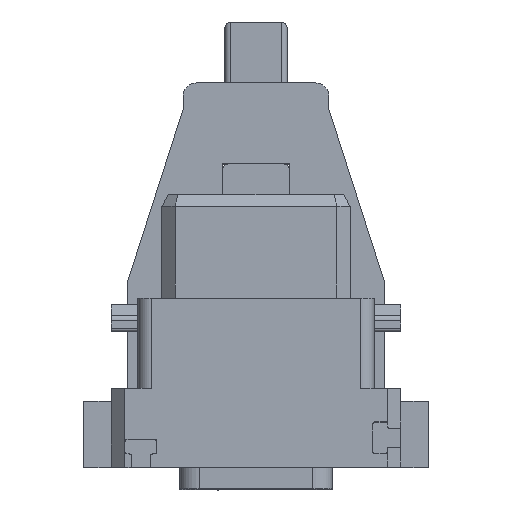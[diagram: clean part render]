
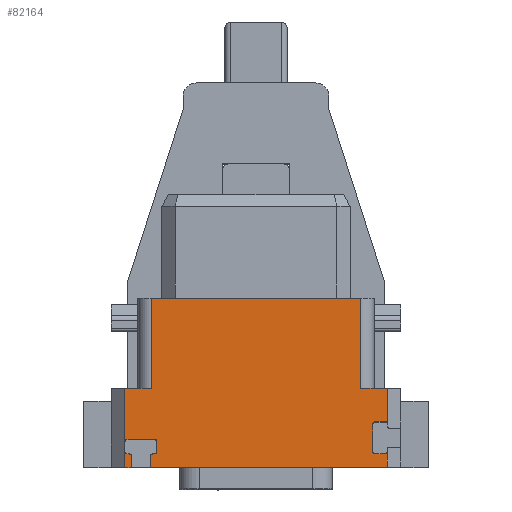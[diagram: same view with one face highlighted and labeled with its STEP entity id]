
A CAD part, top view. The second image highlights one B-rep face of the part: STEP entity #82164.
In plain terms, the highlighted planar face has unit normal (0, 0, 1).
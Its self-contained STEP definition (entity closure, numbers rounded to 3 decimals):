
#406=DIRECTION('',(-1.,0.,0.));
#407=VECTOR('',#406,15.8);
#408=CARTESIAN_POINT('',(7.9,12.75,9.9));
#409=LINE('',#408,#407);
#625=CARTESIAN_POINT('',(9.75,3.275,9.9));
#626=DIRECTION('',(0.,0.,1.));
#627=DIRECTION('',(1.,0.,0.));
#628=AXIS2_PLACEMENT_3D('',#625,#626,#627);
#630=DIRECTION('',(-1.,0.,0.));
#631=VECTOR('',#630,0.8);
#632=CARTESIAN_POINT('',(9.75,3.425,9.9));
#633=LINE('',#632,#631);
#634=CARTESIAN_POINT('',(8.95,3.275,9.9));
#635=DIRECTION('',(0.,0.,1.));
#636=DIRECTION('',(0.,1.,0.));
#637=AXIS2_PLACEMENT_3D('',#634,#635,#636);
#639=DIRECTION('',(0.,-1.,0.));
#640=VECTOR('',#639,2.1);
#641=CARTESIAN_POINT('',(8.8,3.275,9.9));
#642=LINE('',#641,#640);
#643=CARTESIAN_POINT('',(8.95,1.175,9.9));
#644=DIRECTION('',(0.,0.,1.));
#645=DIRECTION('',(-1.,0.,0.));
#646=AXIS2_PLACEMENT_3D('',#643,#644,#645);
#648=DIRECTION('',(1.,0.,0.));
#649=VECTOR('',#648,0.8);
#650=CARTESIAN_POINT('',(8.95,1.025,9.9));
#651=LINE('',#650,#649);
#652=CARTESIAN_POINT('',(9.75,1.175,9.9));
#653=DIRECTION('',(0.,0.,1.));
#654=DIRECTION('',(0.,-1.,0.));
#655=AXIS2_PLACEMENT_3D('',#652,#653,#654);
#657=DIRECTION('',(0.,1.,0.));
#658=VECTOR('',#657,1.175);
#659=CARTESIAN_POINT('',(9.9,0.,9.9));
#660=LINE('',#659,#658);
#661=DIRECTION('',(0.,1.,0.));
#662=VECTOR('',#661,0.85);
#663=CARTESIAN_POINT('',(-7.95,0.,9.9));
#664=LINE('',#663,#662);
#665=CARTESIAN_POINT('',(-7.8,0.85,9.9));
#666=DIRECTION('',(0.,0.,1.));
#667=DIRECTION('',(0.,1.,0.));
#668=AXIS2_PLACEMENT_3D('',#665,#666,#667);
#670=DIRECTION('',(1.,0.,0.));
#671=VECTOR('',#670,0.175);
#672=CARTESIAN_POINT('',(-7.8,1.,9.9));
#673=LINE('',#672,#671);
#674=CARTESIAN_POINT('',(-7.625,1.15,9.9));
#675=DIRECTION('',(0.,0.,1.));
#676=DIRECTION('',(0.,-1.,0.));
#677=AXIS2_PLACEMENT_3D('',#674,#675,#676);
#679=DIRECTION('',(0.,1.,0.));
#680=VECTOR('',#679,0.8);
#681=CARTESIAN_POINT('',(-7.475,1.15,9.9));
#682=LINE('',#681,#680);
#683=CARTESIAN_POINT('',(-7.625,1.95,9.9));
#684=DIRECTION('',(0.,0.,1.));
#685=DIRECTION('',(1.,0.,0.));
#686=AXIS2_PLACEMENT_3D('',#683,#684,#685);
#688=DIRECTION('',(-1.,0.,0.));
#689=VECTOR('',#688,2.1);
#690=CARTESIAN_POINT('',(-7.625,2.1,9.9));
#691=LINE('',#690,#689);
#692=CARTESIAN_POINT('',(-9.725,1.95,9.9));
#693=DIRECTION('',(0.,0.,1.));
#694=DIRECTION('',(0.,1.,0.));
#695=AXIS2_PLACEMENT_3D('',#692,#693,#694);
#697=DIRECTION('',(0.,-1.,0.));
#698=VECTOR('',#697,0.8);
#699=CARTESIAN_POINT('',(-9.875,1.95,9.9));
#700=LINE('',#699,#698);
#701=CARTESIAN_POINT('',(-9.725,1.15,9.9));
#702=DIRECTION('',(0.,0.,1.));
#703=DIRECTION('',(-1.,0.,0.));
#704=AXIS2_PLACEMENT_3D('',#701,#702,#703);
#706=DIRECTION('',(1.,0.,0.));
#707=VECTOR('',#706,0.175);
#708=CARTESIAN_POINT('',(-9.725,1.,9.9));
#709=LINE('',#708,#707);
#710=CARTESIAN_POINT('',(-9.55,0.85,9.9));
#711=DIRECTION('',(0.,0.,1.));
#712=DIRECTION('',(1.,0.,0.));
#713=AXIS2_PLACEMENT_3D('',#710,#711,#712);
#715=DIRECTION('',(0.,1.,0.));
#716=VECTOR('',#715,0.85);
#717=CARTESIAN_POINT('',(-9.4,0.,9.9));
#718=LINE('',#717,#716);
#719=DIRECTION('',(0.,-1.,0.));
#720=VECTOR('',#719,5.95);
#721=CARTESIAN_POINT('',(-9.9,5.95,9.9));
#722=LINE('',#721,#720);
#723=DIRECTION('',(0.,-1.,0.));
#724=VECTOR('',#723,6.8);
#725=CARTESIAN_POINT('',(-7.9,12.75,9.9));
#726=LINE('',#725,#724);
#727=DIRECTION('',(0.,1.,0.));
#728=VECTOR('',#727,6.8);
#729=CARTESIAN_POINT('',(7.9,5.95,9.9));
#730=LINE('',#729,#728);
#731=DIRECTION('',(0.,1.,0.));
#732=VECTOR('',#731,2.675);
#733=CARTESIAN_POINT('',(9.9,3.275,9.9));
#734=LINE('',#733,#732);
#751=DIRECTION('',(-1.,0.,0.));
#752=VECTOR('',#751,2.);
#753=CARTESIAN_POINT('',(9.9,5.95,9.9));
#754=LINE('',#753,#752);
#943=DIRECTION('',(1.,0.,0.));
#944=VECTOR('',#943,0.5);
#945=CARTESIAN_POINT('',(-9.9,0.,9.9));
#946=LINE('',#945,#944);
#959=DIRECTION('',(1.,0.,0.));
#960=VECTOR('',#959,17.85);
#961=CARTESIAN_POINT('',(-7.95,0.,9.9));
#962=LINE('',#961,#960);
#7310=DIRECTION('',(-1.,0.,0.));
#7311=VECTOR('',#7310,2.);
#7312=CARTESIAN_POINT('',(-7.9,5.95,9.9));
#7313=LINE('',#7312,#7311);
#71005=CARTESIAN_POINT('',(-7.95,0.,9.9));
#71006=VERTEX_POINT('',#71005);
#71007=CARTESIAN_POINT('',(-9.4,0.,9.9));
#71008=VERTEX_POINT('',#71007);
#71009=CARTESIAN_POINT('',(9.9,3.275,9.9));
#71010=CARTESIAN_POINT('',(9.75,3.425,9.9));
#71011=VERTEX_POINT('',#71009);
#71012=VERTEX_POINT('',#71010);
#71013=CARTESIAN_POINT('',(8.95,3.425,9.9));
#71014=VERTEX_POINT('',#71013);
#71015=CARTESIAN_POINT('',(8.8,3.275,9.9));
#71016=VERTEX_POINT('',#71015);
#71017=CARTESIAN_POINT('',(8.8,1.175,9.9));
#71018=VERTEX_POINT('',#71017);
#71019=CARTESIAN_POINT('',(8.95,1.025,9.9));
#71020=VERTEX_POINT('',#71019);
#71021=CARTESIAN_POINT('',(9.75,1.025,9.9));
#71022=VERTEX_POINT('',#71021);
#71023=CARTESIAN_POINT('',(9.9,1.175,9.9));
#71024=VERTEX_POINT('',#71023);
#71025=CARTESIAN_POINT('',(-7.95,0.85,9.9));
#71026=VERTEX_POINT('',#71025);
#71027=CARTESIAN_POINT('',(-7.8,1.,9.9));
#71028=VERTEX_POINT('',#71027);
#71029=CARTESIAN_POINT('',(-7.625,1.,9.9));
#71030=VERTEX_POINT('',#71029);
#71031=CARTESIAN_POINT('',(-7.475,1.15,9.9));
#71032=VERTEX_POINT('',#71031);
#71033=CARTESIAN_POINT('',(-7.475,1.95,9.9));
#71034=VERTEX_POINT('',#71033);
#71035=CARTESIAN_POINT('',(-7.625,2.1,9.9));
#71036=VERTEX_POINT('',#71035);
#71037=CARTESIAN_POINT('',(-9.725,2.1,9.9));
#71038=VERTEX_POINT('',#71037);
#71039=CARTESIAN_POINT('',(-9.875,1.95,9.9));
#71040=VERTEX_POINT('',#71039);
#71041=CARTESIAN_POINT('',(-9.875,1.15,9.9));
#71042=VERTEX_POINT('',#71041);
#71043=CARTESIAN_POINT('',(-9.725,1.,9.9));
#71044=VERTEX_POINT('',#71043);
#71045=CARTESIAN_POINT('',(-9.55,1.,9.9));
#71046=VERTEX_POINT('',#71045);
#71047=CARTESIAN_POINT('',(-9.4,0.85,9.9));
#71048=VERTEX_POINT('',#71047);
#71053=CARTESIAN_POINT('',(7.9,12.75,9.9));
#71055=VERTEX_POINT('',#71053);
#71059=CARTESIAN_POINT('',(7.9,5.95,9.9));
#71060=VERTEX_POINT('',#71059);
#71065=CARTESIAN_POINT('',(-7.9,12.75,9.9));
#71066=VERTEX_POINT('',#71065);
#71067=CARTESIAN_POINT('',(-7.9,5.95,9.9));
#71068=VERTEX_POINT('',#71067);
#71073=CARTESIAN_POINT('',(9.9,5.95,9.9));
#71075=VERTEX_POINT('',#71073);
#71088=CARTESIAN_POINT('',(9.9,0.,9.9));
#71089=VERTEX_POINT('',#71088);
#71090=CARTESIAN_POINT('',(-9.9,0.,9.9));
#71092=VERTEX_POINT('',#71090);
#71096=CARTESIAN_POINT('',(-9.9,5.95,9.9));
#71097=VERTEX_POINT('',#71096);
#82100=CARTESIAN_POINT('',(10.9,12.75,9.9));
#82101=DIRECTION('',(0.,0.,1.));
#82102=DIRECTION('',(-1.,0.,0.));
#82103=AXIS2_PLACEMENT_3D('',#82100,#82101,#82102);
#82104=PLANE('',#82103);
#82106=ORIENTED_EDGE('',*,*,#82105,.T.);
#82108=ORIENTED_EDGE('',*,*,#82107,.T.);
#82110=ORIENTED_EDGE('',*,*,#82109,.T.);
#82112=ORIENTED_EDGE('',*,*,#82111,.T.);
#82114=ORIENTED_EDGE('',*,*,#82113,.T.);
#82116=ORIENTED_EDGE('',*,*,#82115,.T.);
#82118=ORIENTED_EDGE('',*,*,#82117,.T.);
#82120=ORIENTED_EDGE('',*,*,#82119,.F.);
#82122=ORIENTED_EDGE('',*,*,#82121,.F.);
#82124=ORIENTED_EDGE('',*,*,#82123,.T.);
#82126=ORIENTED_EDGE('',*,*,#82125,.F.);
#82128=ORIENTED_EDGE('',*,*,#82127,.T.);
#82130=ORIENTED_EDGE('',*,*,#82129,.T.);
#82132=ORIENTED_EDGE('',*,*,#82131,.T.);
#82134=ORIENTED_EDGE('',*,*,#82133,.T.);
#82136=ORIENTED_EDGE('',*,*,#82135,.T.);
#82138=ORIENTED_EDGE('',*,*,#82137,.T.);
#82140=ORIENTED_EDGE('',*,*,#82139,.T.);
#82142=ORIENTED_EDGE('',*,*,#82141,.T.);
#82144=ORIENTED_EDGE('',*,*,#82143,.T.);
#82146=ORIENTED_EDGE('',*,*,#82145,.F.);
#82148=ORIENTED_EDGE('',*,*,#82147,.F.);
#82150=ORIENTED_EDGE('',*,*,#82149,.F.);
#82152=ORIENTED_EDGE('',*,*,#82151,.F.);
#82154=ORIENTED_EDGE('',*,*,#82153,.F.);
#82155=ORIENTED_EDGE('',*,*,#82093,.F.);
#82156=ORIENTED_EDGE('',*,*,#81838,.F.);
#82157=ORIENTED_EDGE('',*,*,#81879,.F.);
#82159=ORIENTED_EDGE('',*,*,#82158,.F.);
#82161=ORIENTED_EDGE('',*,*,#82160,.F.);
#82162=EDGE_LOOP('',(#82106,#82108,#82110,#82112,#82114,#82116,#82118,#82120,
#82122,#82124,#82126,#82128,#82130,#82132,#82134,#82136,#82138,#82140,#82142,
#82144,#82146,#82148,#82150,#82152,#82154,#82155,#82156,#82157,#82159,#82161));
#82163=FACE_OUTER_BOUND('',#82162,.F.);
#82164=ADVANCED_FACE('',(#82163),#82104,.T.);
#629=CIRCLE('',#628,0.15);
#638=CIRCLE('',#637,0.15);
#647=CIRCLE('',#646,0.15);
#656=CIRCLE('',#655,0.15);
#669=CIRCLE('',#668,0.15);
#678=CIRCLE('',#677,0.15);
#687=CIRCLE('',#686,0.15);
#696=CIRCLE('',#695,0.15);
#705=CIRCLE('',#704,0.15);
#714=CIRCLE('',#713,0.15);
#81838=EDGE_CURVE('',#71055,#71066,#409,.T.);
#81879=EDGE_CURVE('',#71060,#71055,#730,.T.);
#82093=EDGE_CURVE('',#71066,#71068,#726,.T.);
#82105=EDGE_CURVE('',#71011,#71012,#629,.T.);
#82107=EDGE_CURVE('',#71012,#71014,#633,.T.);
#82109=EDGE_CURVE('',#71014,#71016,#638,.T.);
#82111=EDGE_CURVE('',#71016,#71018,#642,.T.);
#82113=EDGE_CURVE('',#71018,#71020,#647,.T.);
#82115=EDGE_CURVE('',#71020,#71022,#651,.T.);
#82117=EDGE_CURVE('',#71022,#71024,#656,.T.);
#82119=EDGE_CURVE('',#71089,#71024,#660,.T.);
#82121=EDGE_CURVE('',#71006,#71089,#962,.T.);
#82123=EDGE_CURVE('',#71006,#71026,#664,.T.);
#82125=EDGE_CURVE('',#71028,#71026,#669,.T.);
#82127=EDGE_CURVE('',#71028,#71030,#673,.T.);
#82129=EDGE_CURVE('',#71030,#71032,#678,.T.);
#82131=EDGE_CURVE('',#71032,#71034,#682,.T.);
#82133=EDGE_CURVE('',#71034,#71036,#687,.T.);
#82135=EDGE_CURVE('',#71036,#71038,#691,.T.);
#82137=EDGE_CURVE('',#71038,#71040,#696,.T.);
#82139=EDGE_CURVE('',#71040,#71042,#700,.T.);
#82141=EDGE_CURVE('',#71042,#71044,#705,.T.);
#82143=EDGE_CURVE('',#71044,#71046,#709,.T.);
#82145=EDGE_CURVE('',#71048,#71046,#714,.T.);
#82147=EDGE_CURVE('',#71008,#71048,#718,.T.);
#82149=EDGE_CURVE('',#71092,#71008,#946,.T.);
#82151=EDGE_CURVE('',#71097,#71092,#722,.T.);
#82153=EDGE_CURVE('',#71068,#71097,#7313,.T.);
#82158=EDGE_CURVE('',#71075,#71060,#754,.T.);
#82160=EDGE_CURVE('',#71011,#71075,#734,.T.);
